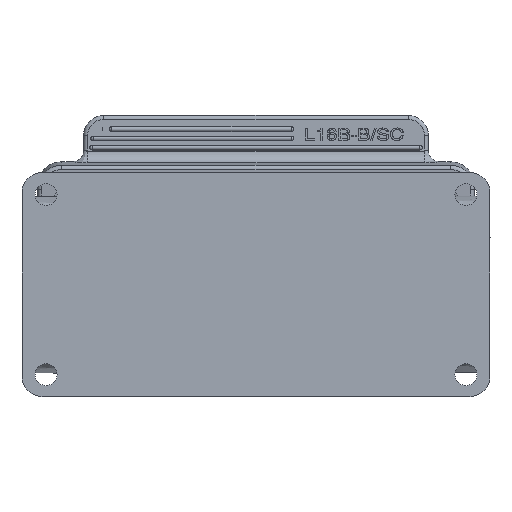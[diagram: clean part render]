
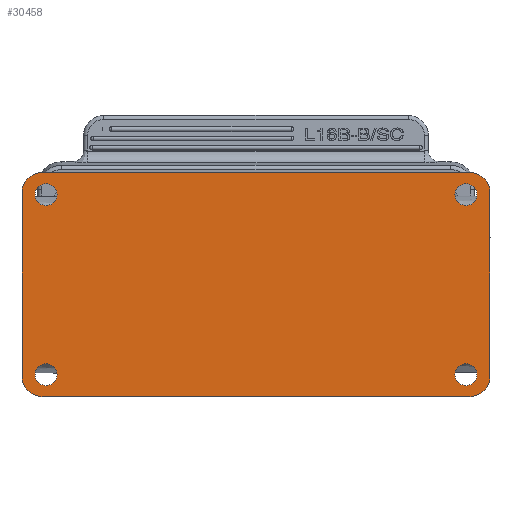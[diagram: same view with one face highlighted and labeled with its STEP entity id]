
A CAD part, front view. The second image highlights one B-rep face of the part: STEP entity #30458.
In plain terms, the highlighted planar face has unit normal (0, -1, 0).
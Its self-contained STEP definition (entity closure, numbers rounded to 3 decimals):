
#7322=DIRECTION('',(0.,0.,-1.));
#7323=VECTOR('',#7322,46.);
#7324=CARTESIAN_POINT('',(118.,0.,-5.));
#7325=LINE('',#7324,#7323);
#7326=CARTESIAN_POINT('',(113.,0.,-51.));
#7327=DIRECTION('',(0.,1.,0.));
#7328=DIRECTION('',(1.,0.,0.));
#7329=AXIS2_PLACEMENT_3D('',#7326,#7327,#7328);
#7331=CARTESIAN_POINT('',(6.,0.,-51.));
#7332=DIRECTION('',(0.,1.,0.));
#7333=DIRECTION('',(0.,0.,-1.));
#7334=AXIS2_PLACEMENT_3D('',#7331,#7332,#7333);
#7336=DIRECTION('',(0.,0.,1.));
#7337=VECTOR('',#7336,46.);
#7338=CARTESIAN_POINT('',(1.,0.,-51.));
#7339=LINE('',#7338,#7337);
#7340=CARTESIAN_POINT('',(6.,0.,-5.));
#7341=DIRECTION('',(0.,1.,0.));
#7342=DIRECTION('',(-1.,0.,0.));
#7343=AXIS2_PLACEMENT_3D('',#7340,#7341,#7342);
#7345=DIRECTION('',(1.,0.,0.));
#7346=VECTOR('',#7345,107.);
#7347=CARTESIAN_POINT('',(6.,0.,0.));
#7348=LINE('',#7347,#7346);
#7349=CARTESIAN_POINT('',(113.,0.,-5.));
#7350=DIRECTION('',(0.,1.,0.));
#7351=DIRECTION('',(0.,0.,1.));
#7352=AXIS2_PLACEMENT_3D('',#7349,#7350,#7351);
#7354=CARTESIAN_POINT('',(7.,0.,-5.5));
#7355=DIRECTION('',(0.,-1.,0.));
#7356=DIRECTION('',(0.,0.,1.));
#7357=AXIS2_PLACEMENT_3D('',#7354,#7355,#7356);
#7359=CARTESIAN_POINT('',(7.,0.,-5.5));
#7360=DIRECTION('',(0.,-1.,0.));
#7361=DIRECTION('',(0.,0.,-1.));
#7362=AXIS2_PLACEMENT_3D('',#7359,#7360,#7361);
#7364=CARTESIAN_POINT('',(7.,0.,-50.5));
#7365=DIRECTION('',(0.,-1.,0.));
#7366=DIRECTION('',(0.,0.,1.));
#7367=AXIS2_PLACEMENT_3D('',#7364,#7365,#7366);
#7369=CARTESIAN_POINT('',(7.,0.,-50.5));
#7370=DIRECTION('',(0.,-1.,0.));
#7371=DIRECTION('',(0.,0.,-1.));
#7372=AXIS2_PLACEMENT_3D('',#7369,#7370,#7371);
#7374=CARTESIAN_POINT('',(112.,0.,-50.5));
#7375=DIRECTION('',(0.,-1.,0.));
#7376=DIRECTION('',(0.,0.,1.));
#7377=AXIS2_PLACEMENT_3D('',#7374,#7375,#7376);
#7379=CARTESIAN_POINT('',(112.,0.,-50.5));
#7380=DIRECTION('',(0.,-1.,0.));
#7381=DIRECTION('',(0.,0.,-1.));
#7382=AXIS2_PLACEMENT_3D('',#7379,#7380,#7381);
#7384=CARTESIAN_POINT('',(112.,0.,-5.5));
#7385=DIRECTION('',(0.,-1.,0.));
#7386=DIRECTION('',(0.,0.,1.));
#7387=AXIS2_PLACEMENT_3D('',#7384,#7385,#7386);
#7389=CARTESIAN_POINT('',(112.,0.,-5.5));
#7390=DIRECTION('',(0.,-1.,0.));
#7391=DIRECTION('',(0.,0.,-1.));
#7392=AXIS2_PLACEMENT_3D('',#7389,#7390,#7391);
#7407=DIRECTION('',(1.,0.,0.));
#7408=VECTOR('',#7407,107.);
#7409=CARTESIAN_POINT('',(6.,0.,-56.));
#7410=LINE('',#7409,#7408);
#13011=CARTESIAN_POINT('',(113.,0.,0.));
#13013=VERTEX_POINT('',#13011);
#13015=CARTESIAN_POINT('',(118.,0.,-5.));
#13017=VERTEX_POINT('',#13015);
#13455=CARTESIAN_POINT('',(112.,0.,-2.75));
#13456=VERTEX_POINT('',#13455);
#13457=CARTESIAN_POINT('',(118.,0.,-51.));
#13458=VERTEX_POINT('',#13457);
#13459=CARTESIAN_POINT('',(113.,0.,-56.));
#13460=VERTEX_POINT('',#13459);
#13461=CARTESIAN_POINT('',(6.,0.,-56.));
#13462=VERTEX_POINT('',#13461);
#13463=CARTESIAN_POINT('',(1.,0.,-51.));
#13464=VERTEX_POINT('',#13463);
#13465=CARTESIAN_POINT('',(1.,0.,-5.));
#13466=VERTEX_POINT('',#13465);
#13467=CARTESIAN_POINT('',(6.,0.,0.));
#13468=VERTEX_POINT('',#13467);
#13469=CARTESIAN_POINT('',(7.,0.,-2.75));
#13470=CARTESIAN_POINT('',(7.,0.,-8.25));
#13471=VERTEX_POINT('',#13469);
#13472=VERTEX_POINT('',#13470);
#13473=CARTESIAN_POINT('',(7.,0.,-47.75));
#13474=CARTESIAN_POINT('',(7.,0.,-53.25));
#13475=VERTEX_POINT('',#13473);
#13476=VERTEX_POINT('',#13474);
#13477=CARTESIAN_POINT('',(112.,0.,-47.75));
#13478=CARTESIAN_POINT('',(112.,0.,-53.25));
#13479=VERTEX_POINT('',#13477);
#13480=VERTEX_POINT('',#13478);
#13481=CARTESIAN_POINT('',(112.,0.,-8.25));
#13482=VERTEX_POINT('',#13481);
#30416=CARTESIAN_POINT('',(59.5,0.,-28.));
#30417=DIRECTION('',(0.,1.,0.));
#30418=DIRECTION('',(0.,0.,1.));
#30419=AXIS2_PLACEMENT_3D('',#30416,#30417,#30418);
#30420=PLANE('',#30419);
#30421=ORIENTED_EDGE('',*,*,#26225,.T.);
#30423=ORIENTED_EDGE('',*,*,#30422,.T.);
#30425=ORIENTED_EDGE('',*,*,#30424,.F.);
#30427=ORIENTED_EDGE('',*,*,#30426,.T.);
#30428=ORIENTED_EDGE('',*,*,#26715,.T.);
#30430=ORIENTED_EDGE('',*,*,#30429,.T.);
#30431=ORIENTED_EDGE('',*,*,#26258,.T.);
#30432=ORIENTED_EDGE('',*,*,#26245,.T.);
#30433=EDGE_LOOP('',(#30421,#30423,#30425,#30427,#30428,#30430,#30431,#30432));
#30434=FACE_OUTER_BOUND('',#30433,.F.);
#30436=ORIENTED_EDGE('',*,*,#30435,.T.);
#30438=ORIENTED_EDGE('',*,*,#30437,.T.);
#30439=EDGE_LOOP('',(#30436,#30438));
#30440=FACE_BOUND('',#30439,.F.);
#30442=ORIENTED_EDGE('',*,*,#30441,.T.);
#30444=ORIENTED_EDGE('',*,*,#30443,.T.);
#30445=EDGE_LOOP('',(#30442,#30444));
#30446=FACE_BOUND('',#30445,.F.);
#30448=ORIENTED_EDGE('',*,*,#30447,.T.);
#30450=ORIENTED_EDGE('',*,*,#30449,.T.);
#30451=EDGE_LOOP('',(#30448,#30450));
#30452=FACE_BOUND('',#30451,.F.);
#30453=ORIENTED_EDGE('',*,*,#30406,.T.);
#30455=ORIENTED_EDGE('',*,*,#30454,.T.);
#30456=EDGE_LOOP('',(#30453,#30455));
#30457=FACE_BOUND('',#30456,.F.);
#7330=CIRCLE('',#7329,5.);
#7335=CIRCLE('',#7334,5.);
#7344=CIRCLE('',#7343,5.);
#7353=CIRCLE('',#7352,5.);
#7358=CIRCLE('',#7357,2.75);
#7363=CIRCLE('',#7362,2.75);
#7368=CIRCLE('',#7367,2.75);
#7373=CIRCLE('',#7372,2.75);
#7378=CIRCLE('',#7377,2.75);
#7383=CIRCLE('',#7382,2.75);
#7388=CIRCLE('',#7387,2.75);
#7393=CIRCLE('',#7392,2.75);
#26225=EDGE_CURVE('',#13017,#13458,#7325,.T.);
#26245=EDGE_CURVE('',#13013,#13017,#7353,.T.);
#26258=EDGE_CURVE('',#13468,#13013,#7348,.T.);
#26715=EDGE_CURVE('',#13464,#13466,#7339,.T.);
#30406=EDGE_CURVE('',#13456,#13482,#7388,.T.);
#30422=EDGE_CURVE('',#13458,#13460,#7330,.T.);
#30424=EDGE_CURVE('',#13462,#13460,#7410,.T.);
#30426=EDGE_CURVE('',#13462,#13464,#7335,.T.);
#30429=EDGE_CURVE('',#13466,#13468,#7344,.T.);
#30435=EDGE_CURVE('',#13471,#13472,#7358,.T.);
#30437=EDGE_CURVE('',#13472,#13471,#7363,.T.);
#30441=EDGE_CURVE('',#13475,#13476,#7368,.T.);
#30443=EDGE_CURVE('',#13476,#13475,#7373,.T.);
#30447=EDGE_CURVE('',#13479,#13480,#7378,.T.);
#30449=EDGE_CURVE('',#13480,#13479,#7383,.T.);
#30454=EDGE_CURVE('',#13482,#13456,#7393,.T.);
#30458=ADVANCED_FACE('',(#30434,#30440,#30446,#30452,#30457),#30420,.F.);
